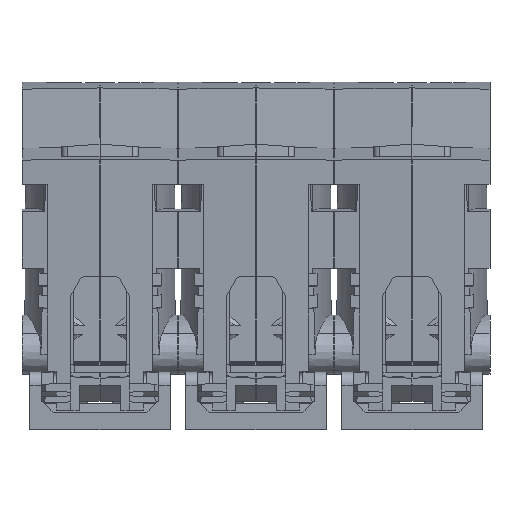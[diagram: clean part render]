
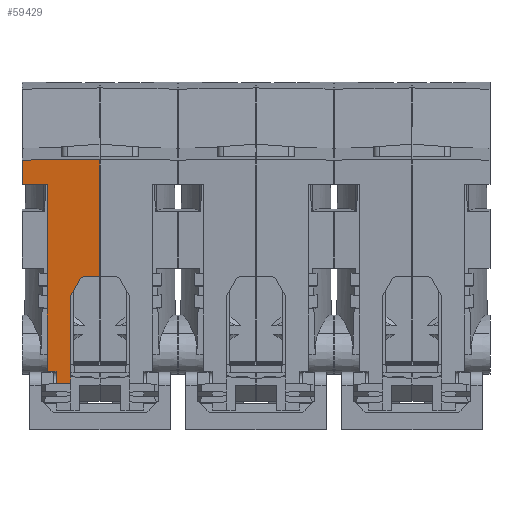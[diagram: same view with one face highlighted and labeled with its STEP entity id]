
A CAD part, front view. The second image highlights one B-rep face of the part: STEP entity #59429.
In plain terms, the highlighted face is planar.
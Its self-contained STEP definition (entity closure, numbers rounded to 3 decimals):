
#43480=DIRECTION('',(0.087,0.996,0.));
#43481=VECTOR('',#43480,20.046);
#43482=CARTESIAN_POINT('',(32.253,21.502,
0.));
#43483=LINE('',#43482,#43481);
#45154=DIRECTION('',(-0.087,-0.996,0.));
#45155=VECTOR('',#45154,4.126);
#45156=CARTESIAN_POINT('',(33.75,41.281,13.3));
#45157=LINE('',#45156,#45155);
#45354=DIRECTION('',(-0.087,-0.996,0.));
#45355=VECTOR('',#45354,31.911);
#45356=CARTESIAN_POINT('',(33.459,37.089,9.));
#45357=LINE('',#45356,#45355);
#46762=DIRECTION('',(-0.019,-0.014,1.));
#46763=VECTOR('',#46762,13.304);
#46764=CARTESIAN_POINT('',(34.,41.472,0.));
#46765=LINE('',#46764,#46763);
#46770=DIRECTION('',(-0.087,-0.996,0.));
#46771=VECTOR('',#46770,1.172);
#46772=CARTESIAN_POINT('',(30.664,4.337,5.));
#46773=LINE('',#46772,#46771);
#46774=DIRECTION('',(-0.019,-0.017,1.));
#46775=VECTOR('',#46774,2.501);
#46776=CARTESIAN_POINT('',(30.561,3.17,5.));
#46777=LINE('',#46776,#46775);
#46778=DIRECTION('',(-0.016,0.017,1.));
#46779=VECTOR('',#46778,1.5);
#46780=CARTESIAN_POINT('',(30.702,5.274,7.5));
#46781=LINE('',#46780,#46779);
#46782=DIRECTION('',(-0.016,0.019,1.));
#46783=VECTOR('',#46782,4.301);
#46784=CARTESIAN_POINT('',(33.459,37.089,9.));
#46785=LINE('',#46784,#46783);
#46786=DIRECTION('',(-0.022,-0.051,0.998));
#46787=VECTOR('',#46786,3.219);
#46788=CARTESIAN_POINT('',(32.253,21.502,
0.));
#46789=LINE('',#46788,#46787);
#46844=DIRECTION('',(0.087,0.996,0.));
#46845=VECTOR('',#46844,13.976);
#46846=CARTESIAN_POINT('',(30.664,4.337,5.));
#46847=LINE('',#46846,#46845);
#46848=DIRECTION('',(0.084,0.862,-0.5));
#46849=VECTOR('',#46848,3.572);
#46850=CARTESIAN_POINT('',(31.882,18.26,5.));
#46851=LINE('',#46850,#46849);
#48596=DIRECTION('',(-0.087,-0.996,0.));
#48597=VECTOR('',#48596,2.156);
#48598=CARTESIAN_POINT('',(30.702,5.274,7.5));
#48599=LINE('',#48598,#48597);
#52125=CARTESIAN_POINT('',(32.253,21.502,
0.));
#52126=VERTEX_POINT('',#52125);
#52127=CARTESIAN_POINT('',(34.,41.472,0.));
#52128=VERTEX_POINT('',#52127);
#52848=CARTESIAN_POINT('',(33.75,41.281,13.3));
#52849=VERTEX_POINT('',#52848);
#52850=CARTESIAN_POINT('',(33.391,37.17,13.3));
#52851=VERTEX_POINT('',#52850);
#52899=CARTESIAN_POINT('',(33.459,37.089,9.));
#52900=VERTEX_POINT('',#52899);
#52929=CARTESIAN_POINT('',(30.678,5.3,9.));
#52930=VERTEX_POINT('',#52929);
#53412=CARTESIAN_POINT('',(30.664,4.337,5.));
#53413=CARTESIAN_POINT('',(31.882,18.26,5.));
#53414=VERTEX_POINT('',#53412);
#53415=VERTEX_POINT('',#53413);
#53416=CARTESIAN_POINT('',(30.561,3.17,5.));
#53417=VERTEX_POINT('',#53416);
#53418=CARTESIAN_POINT('',(30.514,3.126,7.5));
#53419=VERTEX_POINT('',#53418);
#53420=CARTESIAN_POINT('',(30.702,5.274,7.5));
#53421=VERTEX_POINT('',#53420);
#53422=CARTESIAN_POINT('',(32.182,21.339,3.214));
#53423=VERTEX_POINT('',#53422);
#59403=CARTESIAN_POINT('',(30.145,-2.595,0.));
#59404=DIRECTION('',(-0.996,0.087,-0.017));
#59405=DIRECTION('',(0.087,0.996,0.));
#59406=AXIS2_PLACEMENT_3D('',#59403,#59404,#59405);
#59407=PLANE('',#59406);
#59409=ORIENTED_EDGE('',*,*,#59408,.F.);
#59411=ORIENTED_EDGE('',*,*,#59410,.T.);
#59413=ORIENTED_EDGE('',*,*,#59412,.T.);
#59415=ORIENTED_EDGE('',*,*,#59414,.F.);
#59417=ORIENTED_EDGE('',*,*,#59416,.T.);
#59418=ORIENTED_EDGE('',*,*,#57346,.F.);
#59419=ORIENTED_EDGE('',*,*,#57279,.T.);
#59420=ORIENTED_EDGE('',*,*,#57160,.F.);
#59421=ORIENTED_EDGE('',*,*,#59385,.F.);
#59422=ORIENTED_EDGE('',*,*,#54779,.F.);
#59424=ORIENTED_EDGE('',*,*,#59423,.T.);
#59426=ORIENTED_EDGE('',*,*,#59425,.F.);
#59427=EDGE_LOOP('',(#59409,#59411,#59413,#59415,#59417,#59418,#59419,#59420,
#59421,#59422,#59424,#59426));
#59428=FACE_OUTER_BOUND('',#59427,.F.);
#54779=EDGE_CURVE('',#52126,#52128,#43483,.T.);
#57160=EDGE_CURVE('',#52849,#52851,#45157,.T.);
#57279=EDGE_CURVE('',#52900,#52851,#46785,.T.);
#57346=EDGE_CURVE('',#52900,#52930,#45357,.T.);
#59385=EDGE_CURVE('',#52128,#52849,#46765,.T.);
#59408=EDGE_CURVE('',#53414,#53415,#46847,.T.);
#59410=EDGE_CURVE('',#53414,#53417,#46773,.T.);
#59412=EDGE_CURVE('',#53417,#53419,#46777,.T.);
#59414=EDGE_CURVE('',#53421,#53419,#48599,.T.);
#59416=EDGE_CURVE('',#53421,#52930,#46781,.T.);
#59423=EDGE_CURVE('',#52126,#53423,#46789,.T.);
#59425=EDGE_CURVE('',#53415,#53423,#46851,.T.);
#59429=ADVANCED_FACE('',(#59428),#59407,.F.);
